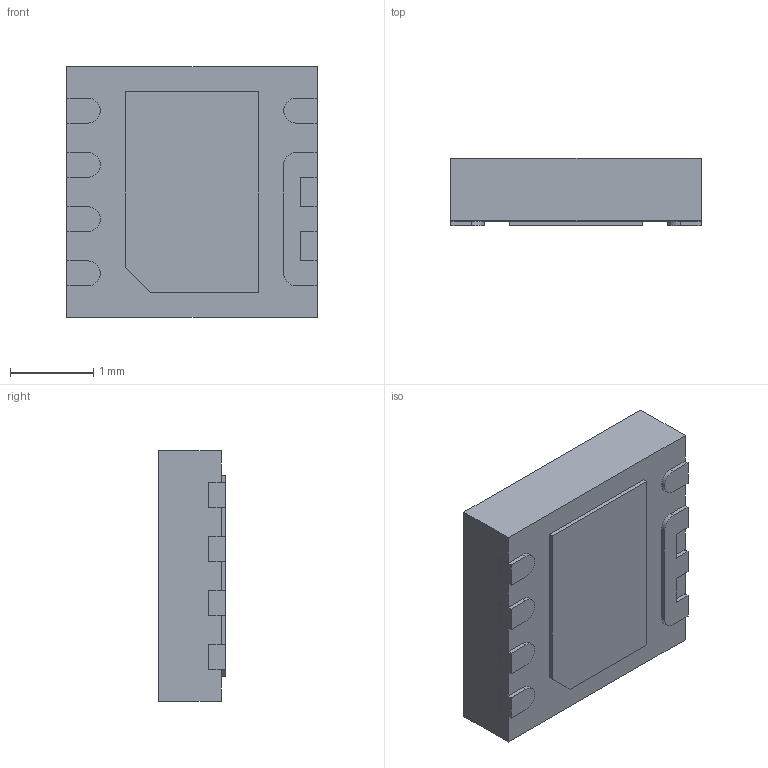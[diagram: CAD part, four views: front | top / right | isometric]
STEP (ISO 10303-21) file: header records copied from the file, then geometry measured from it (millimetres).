
FILE_DESCRIPTION (( 'STEP AP214' ), '1' );
FILE_NAME ('TPS22959DNYT.STEP', '2018-09-20T11:33:23', ( '' ), ( '' ), 'SwSTEP 2.0', 'SolidWorks 2017', '' );
FILE_SCHEMA (( 'AUTOMOTIVE_DESIGN' ));
Length unit declared in the file: millimetre
Products named in the file (1): TPS22959DNYT
Bounding box: 3 x 0.8 x 3 mm (x, y, z)
Volume: 7 mm3; surface area: 42.6 mm2
Topology: 8 solids, 8 shells, 99 faces, 246 edges, 164 vertices
Faces by surface type: plane 85, cylinder 14
Entity records: 3005 total; most frequent: CARTESIAN_POINT 510, ORIENTED_EDGE 492, DIRECTION 474, EDGE_CURVE 246, LINE 218, VECTOR 218, VERTEX_POINT 164, AXIS2_PLACEMENT_3D 128
